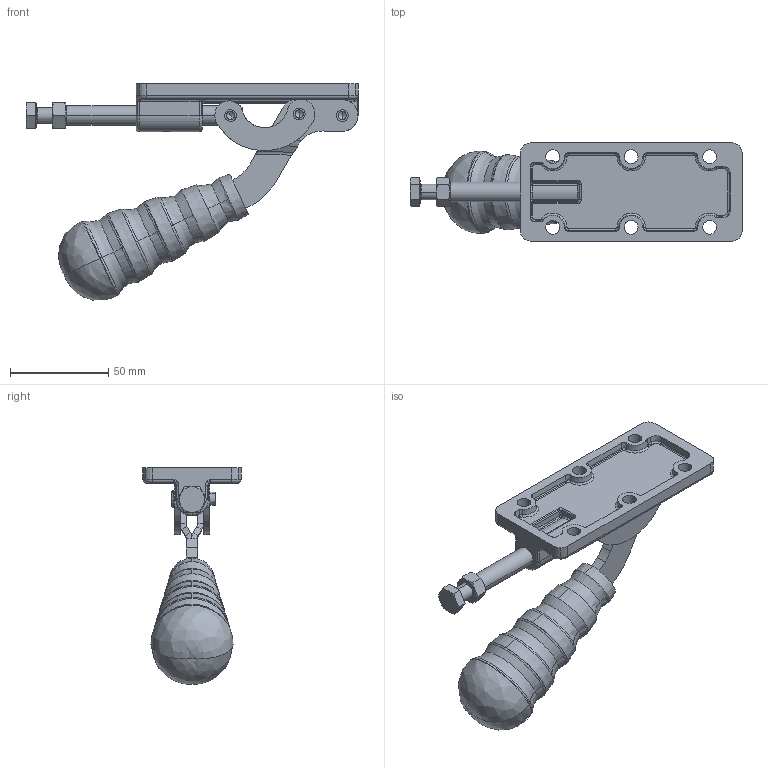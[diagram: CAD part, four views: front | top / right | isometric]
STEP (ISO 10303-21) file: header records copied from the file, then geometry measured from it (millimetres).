
FILE_DESCRIPTION((''),'2;1');
FILE_NAME('314.stp','2005-09-01T11:25:56',('CAD'),(''),'Autodesk Inventor 8','Autodesk Inventor 8','');
FILE_SCHEMA(('AUTOMOTIVE_DESIGN { 1 0 10303 214 1 1 1 1 }'));
Length unit declared in the file: millimetre
Products named in the file (1): Part11
Bounding box: 169.28 x 50 x 110.56 mm (x, y, z)
Volume: 372.3 mm3; surface area: 43544.9 mm2
Topology: 2 solids, 3 shells, 701 faces, 2175 edges, 1318 vertices
Faces by surface type: cylinder 219, plane 156, bspline 148, cone 138, torus 40
Entity records: 29698 total; most frequent: CARTESIAN_POINT 10723, ORIENTED_EDGE 4298, DIRECTION 3991, EDGE_CURVE 2149, AXIS2_PLACEMENT_3D 1559, VERTEX_POINT 1318, CIRCLE 979, VECTOR 873
